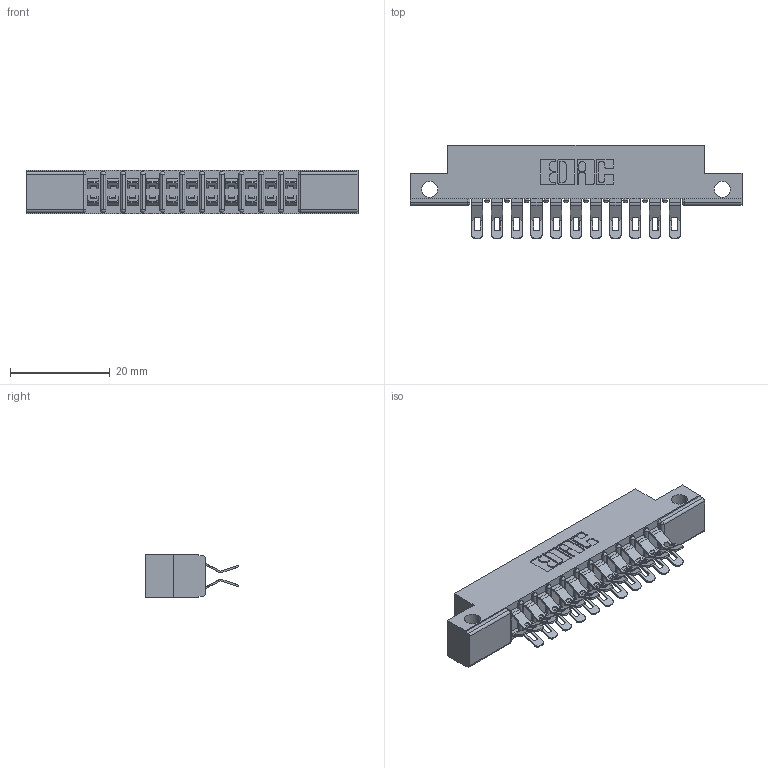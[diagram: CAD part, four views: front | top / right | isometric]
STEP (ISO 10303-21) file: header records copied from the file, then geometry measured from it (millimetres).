
FILE_DESCRIPTION (( 'STEP AP203' ), '1' );
FILE_NAME ('307-022-455-212.STEP', '2020-09-29T03:52:01', ( '' ), ( '' ), 'SwSTEP 2.0', 'SolidWorks 2020', '' );
FILE_SCHEMA (( 'CONFIG_CONTROL_DESIGN' ));
Length unit declared in the file: inch
Products named in the file (3): 307-290-001_555; 307 Part_.128 Dia Side Mounting Holes; 307-022-455-212
Assembly tree (23 placements, depth 2):
  307-022-455-212
    307 Part_.128 Dia Side Mounting Holes
    307-290-001_555  x22
Bounding box: 66.6 x 18.75 x 8.71 mm (x, y, z)
Volume: 4347.2 mm3; surface area: 7328.2 mm2
Topology: 23 solids, 23 shells, 1472 faces, 4305 edges, 2806 vertices
Faces by surface type: plane 818, cylinder 630, sphere 24
Entity records: 14143 total; most frequent: CARTESIAN_POINT 2327, ORIENTED_EDGE 2304, DIRECTION 2300, EDGE_CURVE 1152, VECTOR 858, LINE 858, VERTEX_POINT 748, AXIS2_PLACEMENT_3D 721
